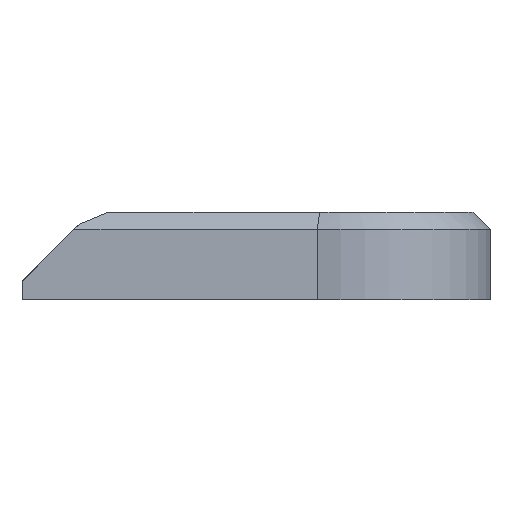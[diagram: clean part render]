
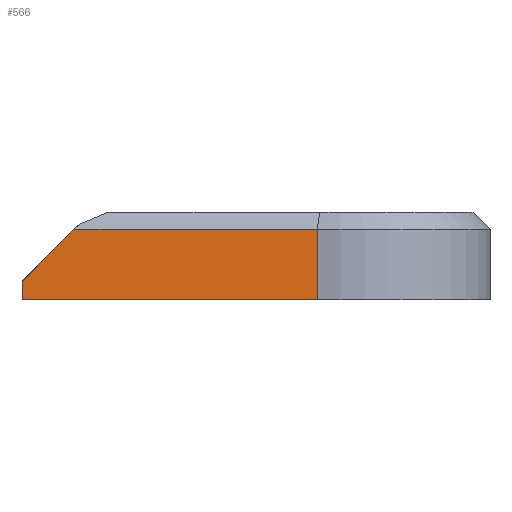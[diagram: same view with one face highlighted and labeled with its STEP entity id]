
A CAD part, left-side view. The second image highlights one B-rep face of the part: STEP entity #566.
In plain terms, the highlighted planar face has unit normal (-1, 0, 0).
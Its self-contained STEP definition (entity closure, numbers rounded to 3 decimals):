
#75=FACE_OUTER_BOUND('',#108,.T.);
#108=EDGE_LOOP('',(#418,#419,#420,#421,#422));
#153=LINE('',#880,#202);
#166=LINE('',#919,#215);
#167=LINE('',#923,#216);
#168=LINE('',#925,#217);
#169=LINE('',#926,#218);
#202=VECTOR('',#691,10.);
#215=VECTOR('',#710,10.);
#216=VECTOR('',#715,10.);
#217=VECTOR('',#716,10.);
#218=VECTOR('',#717,10.);
#255=VERTEX_POINT('',#872);
#256=VERTEX_POINT('',#879);
#267=VERTEX_POINT('',#918);
#268=VERTEX_POINT('',#922);
#269=VERTEX_POINT('',#924);
#310=EDGE_CURVE('',#256,#255,#153,.T.);
#325=EDGE_CURVE('',#267,#255,#166,.T.);
#327=EDGE_CURVE('',#268,#256,#167,.T.);
#328=EDGE_CURVE('',#269,#268,#168,.T.);
#329=EDGE_CURVE('',#267,#269,#169,.T.);
#418=ORIENTED_EDGE('',*,*,#310,.F.);
#419=ORIENTED_EDGE('',*,*,#327,.F.);
#420=ORIENTED_EDGE('',*,*,#328,.F.);
#421=ORIENTED_EDGE('',*,*,#329,.F.);
#422=ORIENTED_EDGE('',*,*,#325,.T.);
#547=PLANE('',#618);
#566=ADVANCED_FACE('',(#75),#547,.T.);
#618=AXIS2_PLACEMENT_3D('',#921,#713,#714);
#691=DIRECTION('',(0.,-1.,0.));
#710=DIRECTION('',(0.,0.,1.));
#713=DIRECTION('center_axis',(-1.,0.,0.));
#714=DIRECTION('ref_axis',(0.,-1.,0.));
#715=DIRECTION('',(0.,-0.707,0.707));
#716=DIRECTION('',(0.,0.,1.));
#717=DIRECTION('',(0.,1.,0.));
#872=CARTESIAN_POINT('',(-96.646,62.325,4.08));
#879=CARTESIAN_POINT('',(-96.646,76.375,4.08));
#880=CARTESIAN_POINT('',(-96.646,72.613,4.08));
#918=CARTESIAN_POINT('',(-96.646,62.325,0.));
#919=CARTESIAN_POINT('',(-96.646,62.325,0.));
#921=CARTESIAN_POINT('Origin',(-96.646,79.375,0.));
#922=CARTESIAN_POINT('',(-96.646,79.375,1.08));
#923=CARTESIAN_POINT('',(-96.646,78.645,1.81));
#924=CARTESIAN_POINT('',(-96.646,79.375,0.));
#925=CARTESIAN_POINT('',(-96.646,79.375,0.));
#926=CARTESIAN_POINT('',(-96.646,62.325,0.));
